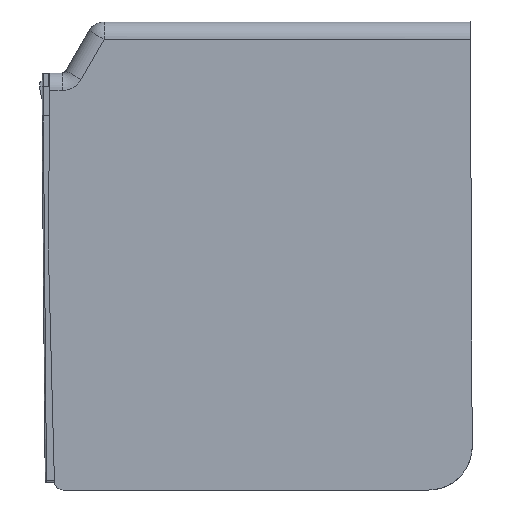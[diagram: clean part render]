
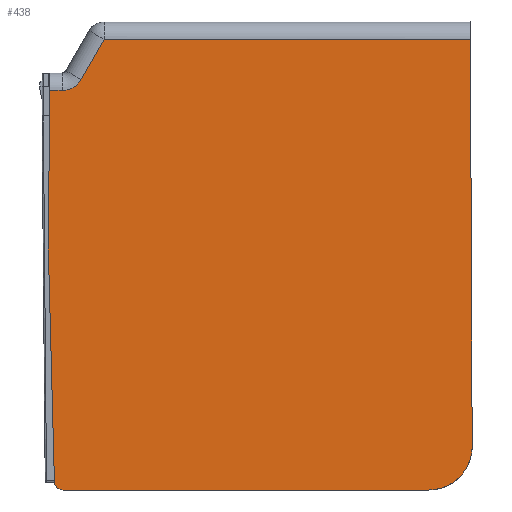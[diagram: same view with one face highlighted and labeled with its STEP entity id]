
A CAD part, front view. The second image highlights one B-rep face of the part: STEP entity #438.
In plain terms, the highlighted planar face has unit normal (0, -1, 0).
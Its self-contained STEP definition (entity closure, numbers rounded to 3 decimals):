
#98=CIRCLE('',#5954,5.);
#99=CIRCLE('',#5955,2.);
#100=CIRCLE('',#5956,10.);
#438=ADVANCED_FACE('',(#914),#774,.T.);
#774=PLANE('',#5957);
#914=FACE_OUTER_BOUND('',#1251,.T.);
#1251=EDGE_LOOP('',(#1774,#1775,#1776,#1777,#1778,#1779,#1780,#1781,#1782,
#1783));
#1774=ORIENTED_EDGE('',*,*,#4034,.T.);
#1775=ORIENTED_EDGE('',*,*,#4035,.T.);
#1776=ORIENTED_EDGE('',*,*,#4030,.T.);
#1777=ORIENTED_EDGE('',*,*,#4036,.F.);
#1778=ORIENTED_EDGE('',*,*,#4037,.T.);
#1779=ORIENTED_EDGE('',*,*,#4038,.F.);
#1780=ORIENTED_EDGE('',*,*,#4039,.T.);
#1781=ORIENTED_EDGE('',*,*,#4040,.F.);
#1782=ORIENTED_EDGE('',*,*,#4041,.T.);
#1783=ORIENTED_EDGE('',*,*,#4042,.T.);
#3492=VERTEX_POINT('',#8305);
#3493=VERTEX_POINT('',#8307);
#3496=VERTEX_POINT('',#8315);
#3497=VERTEX_POINT('',#8316);
#3498=VERTEX_POINT('',#8319);
#3499=VERTEX_POINT('',#8321);
#3500=VERTEX_POINT('',#8323);
#3501=VERTEX_POINT('',#8325);
#3502=VERTEX_POINT('',#8327);
#3503=VERTEX_POINT('',#8329);
#4030=EDGE_CURVE('',#3493,#3492,#4896,.T.);
#4034=EDGE_CURVE('',#3496,#3497,#98,.T.);
#4035=EDGE_CURVE('',#3497,#3493,#4899,.T.);
#4036=EDGE_CURVE('',#3498,#3492,#4900,.T.);
#4037=EDGE_CURVE('',#3498,#3499,#99,.T.);
#4038=EDGE_CURVE('',#3500,#3499,#4901,.T.);
#4039=EDGE_CURVE('',#3500,#3501,#100,.T.);
#4040=EDGE_CURVE('',#3502,#3501,#4902,.T.);
#4041=EDGE_CURVE('',#3502,#3503,#4903,.T.);
#4042=EDGE_CURVE('',#3503,#3496,#4904,.T.);
#4896=LINE('',#8306,#5418);
#4899=LINE('',#8317,#5421);
#4900=LINE('',#8318,#5422);
#4901=LINE('',#8322,#5423);
#4902=LINE('',#8326,#5424);
#4903=LINE('',#8328,#5425);
#4904=LINE('',#8330,#5426);
#5418=VECTOR('',#6568,1.);
#5421=VECTOR('',#6577,1.);
#5422=VECTOR('',#6578,1.);
#5423=VECTOR('',#6581,1.);
#5424=VECTOR('',#6584,1.);
#5425=VECTOR('',#6585,1.);
#5426=VECTOR('',#6586,1.);
#5954=AXIS2_PLACEMENT_3D('',#8314,#6575,#6576);
#5955=AXIS2_PLACEMENT_3D('',#8320,#6579,#6580);
#5956=AXIS2_PLACEMENT_3D('',#8324,#6582,#6583);
#5957=AXIS2_PLACEMENT_3D('',#8331,#6587,#6588);
#6568=DIRECTION('',(-0.009,0.,-1.));
#6575=DIRECTION('',(0.,1.,0.));
#6576=DIRECTION('',(0.,0.,-1.));
#6577=DIRECTION('',(-1.,0.,0.));
#6578=DIRECTION('',(-0.026,0.,1.));
#6579=DIRECTION('',(0.,-1.,0.));
#6580=DIRECTION('',(0.,0.,-1.));
#6581=DIRECTION('',(-1.,0.,0.));
#6582=DIRECTION('',(0.,-1.,0.));
#6583=DIRECTION('',(0.,0.,-1.));
#6584=DIRECTION('',(0.004,0.,-1.));
#6585=DIRECTION('',(-1.,0.,0.));
#6586=DIRECTION('',(-0.5,0.,-0.866));
#6587=DIRECTION('',(0.,-1.,0.));
#6588=DIRECTION('',(-1.,0.,0.));
#8305=CARTESIAN_POINT('',(1.448,-70.,-30.545));
#8306=CARTESIAN_POINT('',(1.134,-70.,-66.467));
#8307=CARTESIAN_POINT('',(1.765,-70.,5.8));
#8314=CARTESIAN_POINT('',(4.609,-70.,10.8));
#8315=CARTESIAN_POINT('',(8.939,-70.,8.3));
#8316=CARTESIAN_POINT('',(4.609,-70.,5.8));
#8317=CARTESIAN_POINT('',(96.609,-70.,5.8));
#8318=CARTESIAN_POINT('',(1.409,-70.,-29.05));
#8319=CARTESIAN_POINT('',(2.844,-70.,-83.852));
#8320=CARTESIAN_POINT('',(4.843,-70.,-83.8));
#8321=CARTESIAN_POINT('',(4.843,-70.,-85.8));
#8322=CARTESIAN_POINT('',(-4.8,-70.,-85.8));
#8323=CARTESIAN_POINT('',(88.624,-70.,-85.8));
#8324=CARTESIAN_POINT('',(88.624,-70.,-75.8));
#8325=CARTESIAN_POINT('',(98.624,-70.,-75.756));
#8326=CARTESIAN_POINT('',(98.201,-70.,21.2));
#8327=CARTESIAN_POINT('',(98.217,-70.,17.5));
#8328=CARTESIAN_POINT('',(96.609,-70.,17.5));
#8329=CARTESIAN_POINT('',(14.251,-70.,17.5));
#8330=CARTESIAN_POINT('',(-1.879,-70.,-10.438));
#8331=CARTESIAN_POINT('',(96.609,-70.,-67.3));
